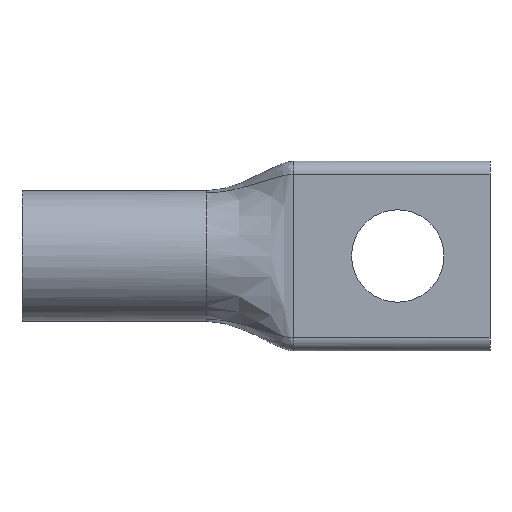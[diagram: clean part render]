
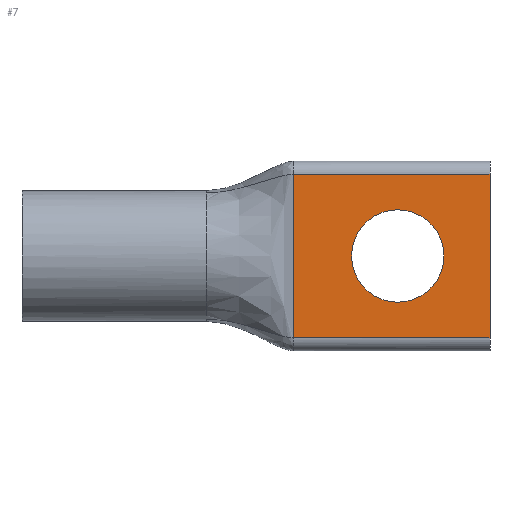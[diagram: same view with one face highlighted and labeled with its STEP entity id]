
A CAD part, front view. The second image highlights one B-rep face of the part: STEP entity #7.
In plain terms, the highlighted planar face has unit normal (0, -1, 0).
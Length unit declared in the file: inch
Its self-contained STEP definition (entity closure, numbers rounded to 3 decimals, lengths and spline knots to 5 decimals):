
#7 = ADVANCED_FACE ( 'NONE', ( #1341, #1330 ), #1072, .T. ) ;
#38 = LINE ( 'NONE', #1781, #1150 ) ;
#125 = DIRECTION ( 'NONE',  ( 0., 1., 0. ) ) ;
#147 = VERTEX_POINT ( 'NONE', #1861 ) ;
#194 = DIRECTION ( 'NONE',  ( 0., -1., 0. ) ) ;
#227 = VERTEX_POINT ( 'NONE', #723 ) ;
#237 = CARTESIAN_POINT ( 'NONE',  ( 2.69, 0., -0.47 ) ) ;
#256 = LINE ( 'NONE', #399, #386 ) ;
#287 = DIRECTION ( 'NONE',  ( 0., 0., -1. ) ) ;
#291 = VECTOR ( 'NONE', #527, 39.37008 ) ;
#341 = CARTESIAN_POINT ( 'NONE',  ( 3.79027, 0., 0. ) ) ;
#386 = VECTOR ( 'NONE', #681, 39.37008 ) ;
#399 = CARTESIAN_POINT ( 'NONE',  ( 3.79027, 0., 0.47 ) ) ;
#409 = CARTESIAN_POINT ( 'NONE',  ( 1.56, 0., 0. ) ) ;
#412 = CARTESIAN_POINT ( 'NONE',  ( 2.16, 0., 0. ) ) ;
#447 = ORIENTED_EDGE ( 'NONE', *, *, #1624, .T. ) ;
#488 = EDGE_CURVE ( 'NONE', #1156, #1518, #256, .T. ) ;
#519 = CARTESIAN_POINT ( 'NONE',  ( 3.79027, 0., -0.47 ) ) ;
#527 = DIRECTION ( 'NONE',  ( 1., 0., 0. ) ) ;
#591 = DIRECTION ( 'NONE',  ( 0., 0., -1. ) ) ;
#595 = AXIS2_PLACEMENT_3D ( 'NONE', #711, #685, #1289 ) ;
#681 = DIRECTION ( 'NONE',  ( 1., 0., 0. ) ) ;
#685 = DIRECTION ( 'NONE',  ( 0., 1., 0. ) ) ;
#711 = CARTESIAN_POINT ( 'NONE',  ( 2.16, 0., 0. ) ) ;
#723 = CARTESIAN_POINT ( 'NONE',  ( 1.56, 0., -0.47 ) ) ;
#797 = CARTESIAN_POINT ( 'NONE',  ( 2.16, 0., -0.2655 ) ) ;
#831 = ORIENTED_EDGE ( 'NONE', *, *, #1597, .T. ) ;
#862 = LINE ( 'NONE', #409, #1151 ) ;
#966 = AXIS2_PLACEMENT_3D ( 'NONE', #412, #125, #287 ) ;
#992 = AXIS2_PLACEMENT_3D ( 'NONE', #341, #194, #591 ) ;
#1050 = VERTEX_POINT ( 'NONE', #237 ) ;
#1072 = PLANE ( 'NONE',  #992 ) ;
#1076 = DIRECTION ( 'NONE',  ( 0., 0., 1. ) ) ;
#1109 = ORIENTED_EDGE ( 'NONE', *, *, #488, .F. ) ;
#1150 = VECTOR ( 'NONE', #1076, 39.37008 ) ;
#1151 = VECTOR ( 'NONE', #1454, 39.37008 ) ;
#1156 = VERTEX_POINT ( 'NONE', #1874 ) ;
#1164 = ORIENTED_EDGE ( 'NONE', *, *, #1165, .F. ) ;
#1165 = EDGE_CURVE ( 'NONE', #227, #1156, #862, .T. ) ;
#1173 = EDGE_LOOP ( 'NONE', ( #1109, #1164, #1442, #447 ) ) ;
#1203 = CARTESIAN_POINT ( 'NONE',  ( 2.69, 0., 0.47 ) ) ;
#1208 = ORIENTED_EDGE ( 'NONE', *, *, #1877, .T. ) ;
#1289 = DIRECTION ( 'NONE',  ( 0., 0., -1. ) ) ;
#1298 = CIRCLE ( 'NONE', #966, 0.2655 ) ;
#1330 = FACE_BOUND ( 'NONE', #1863, .T. ) ;
#1341 = FACE_OUTER_BOUND ( 'NONE', #1173, .T. ) ;
#1420 = CIRCLE ( 'NONE', #595, 0.2655 ) ;
#1442 = ORIENTED_EDGE ( 'NONE', *, *, #1680, .T. ) ;
#1454 = DIRECTION ( 'NONE',  ( 0., 0., 1. ) ) ;
#1518 = VERTEX_POINT ( 'NONE', #1203 ) ;
#1597 = EDGE_CURVE ( 'NONE', #1718, #147, #1298, .T. ) ;
#1624 = EDGE_CURVE ( 'NONE', #1050, #1518, #38, .T. ) ;
#1674 = LINE ( 'NONE', #519, #291 ) ;
#1680 = EDGE_CURVE ( 'NONE', #227, #1050, #1674, .T. ) ;
#1718 = VERTEX_POINT ( 'NONE', #797 ) ;
#1781 = CARTESIAN_POINT ( 'NONE',  ( 2.69, 0., 0. ) ) ;
#1861 = CARTESIAN_POINT ( 'NONE',  ( 2.16, 0., 0.2655 ) ) ;
#1863 = EDGE_LOOP ( 'NONE', ( #831, #1208 ) ) ;
#1874 = CARTESIAN_POINT ( 'NONE',  ( 1.56, 0., 0.47 ) ) ;
#1877 = EDGE_CURVE ( 'NONE', #147, #1718, #1420, .T. ) ;
